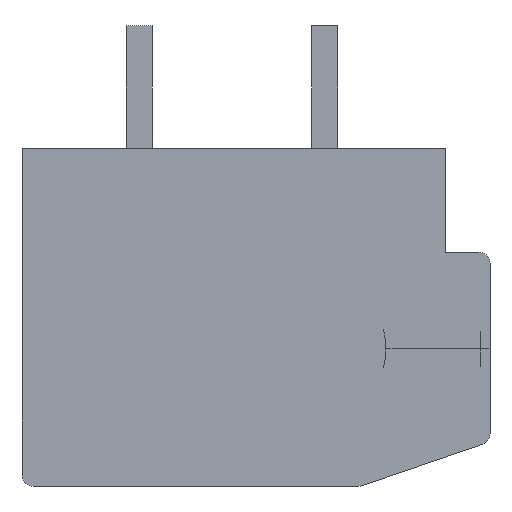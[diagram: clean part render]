
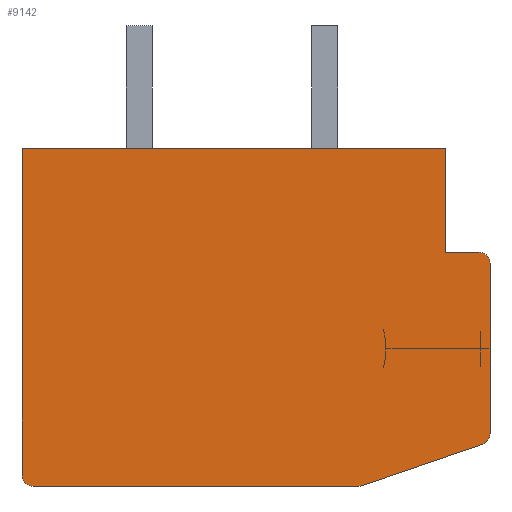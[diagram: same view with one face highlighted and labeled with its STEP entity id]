
A CAD part, front view. The second image highlights one B-rep face of the part: STEP entity #9142.
In plain terms, the highlighted planar face has unit normal (0, -1, 0).
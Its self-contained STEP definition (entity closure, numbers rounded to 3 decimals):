
#1=CARTESIAN_POINT('',(6.,-102.8,-3.136));
#2=DIRECTION('',(0.,-1.,0.));
#3=DIRECTION('',(0.324,0.,-0.946));
#4=AXIS2_PLACEMENT_3D('',#1,#2,#3);
#6=DIRECTION('',(-0.946,0.,-0.324));
#7=VECTOR('',#6,3.486);
#8=CARTESIAN_POINT('',(6.097,-102.8,-3.419));
#9=LINE('',#8,#7);
#10=DIRECTION('',(-1.,0.,0.));
#11=VECTOR('',#10,8.8);
#12=CARTESIAN_POINT('',(2.8,-102.8,-4.55));
#13=LINE('',#12,#11);
#14=CARTESIAN_POINT('',(-6.,-102.8,-4.25));
#15=DIRECTION('',(0.,-1.,0.));
#16=DIRECTION('',(-1.,0.,0.));
#17=AXIS2_PLACEMENT_3D('',#14,#15,#16);
#19=DIRECTION('',(0.,0.,1.));
#20=VECTOR('',#19,8.8);
#21=CARTESIAN_POINT('',(-6.3,-102.8,-4.25));
#22=LINE('',#21,#20);
#23=DIRECTION('',(1.,0.,0.));
#24=VECTOR('',#23,11.4);
#25=CARTESIAN_POINT('',(-6.3,-102.8,4.55));
#26=LINE('',#25,#24);
#27=DIRECTION('',(0.,0.,-1.));
#28=VECTOR('',#27,2.8);
#29=CARTESIAN_POINT('',(5.1,-102.8,4.55));
#30=LINE('',#29,#28);
#31=DIRECTION('',(1.,0.,0.));
#32=VECTOR('',#31,0.9);
#33=CARTESIAN_POINT('',(5.1,-102.8,1.75));
#34=LINE('',#33,#32);
#35=CARTESIAN_POINT('',(6.,-102.8,1.45));
#36=DIRECTION('',(0.,-1.,0.));
#37=DIRECTION('',(1.,0.,0.));
#38=AXIS2_PLACEMENT_3D('',#35,#36,#37);
#40=DIRECTION('',(0.,0.,-1.));
#41=VECTOR('',#40,4.586);
#42=CARTESIAN_POINT('',(6.3,-102.8,1.45));
#43=LINE('',#42,#41);
#7027=CARTESIAN_POINT('',(-6.3,-102.8,4.55));
#7028=CARTESIAN_POINT('',(5.1,-102.8,4.55));
#7029=VERTEX_POINT('',#7027);
#7030=VERTEX_POINT('',#7028);
#7031=CARTESIAN_POINT('',(5.1,-102.8,1.75));
#7032=VERTEX_POINT('',#7031);
#7033=CARTESIAN_POINT('',(6.097,-102.8,-3.419));
#7034=CARTESIAN_POINT('',(6.3,-102.8,-3.136));
#7035=VERTEX_POINT('',#7033);
#7036=VERTEX_POINT('',#7034);
#7037=CARTESIAN_POINT('',(6.3,-102.8,1.45));
#7038=CARTESIAN_POINT('',(6.,-102.8,1.75));
#7039=VERTEX_POINT('',#7037);
#7040=VERTEX_POINT('',#7038);
#7041=CARTESIAN_POINT('',(-6.3,-102.8,-4.25));
#7042=CARTESIAN_POINT('',(-6.,-102.8,-4.55));
#7043=VERTEX_POINT('',#7041);
#7044=VERTEX_POINT('',#7042);
#7045=CARTESIAN_POINT('',(2.8,-102.8,-4.55));
#7046=VERTEX_POINT('',#7045);
#9115=CARTESIAN_POINT('',(0.,-102.8,0.));
#9116=DIRECTION('',(0.,1.,0.));
#9117=DIRECTION('',(1.,0.,0.));
#9118=AXIS2_PLACEMENT_3D('',#9115,#9116,#9117);
#9119=PLANE('',#9118);
#9121=ORIENTED_EDGE('',*,*,#9120,.F.);
#9123=ORIENTED_EDGE('',*,*,#9122,.T.);
#9125=ORIENTED_EDGE('',*,*,#9124,.T.);
#9127=ORIENTED_EDGE('',*,*,#9126,.F.);
#9129=ORIENTED_EDGE('',*,*,#9128,.T.);
#9131=ORIENTED_EDGE('',*,*,#9130,.T.);
#9133=ORIENTED_EDGE('',*,*,#9132,.T.);
#9135=ORIENTED_EDGE('',*,*,#9134,.T.);
#9137=ORIENTED_EDGE('',*,*,#9136,.F.);
#9139=ORIENTED_EDGE('',*,*,#9138,.T.);
#9140=EDGE_LOOP('',(#9121,#9123,#9125,#9127,#9129,#9131,#9133,#9135,#9137,
#9139));
#9141=FACE_OUTER_BOUND('',#9140,.F.);
#9142=ADVANCED_FACE('',(#9141),#9119,.F.);
#5=CIRCLE('',#4,0.3);
#18=CIRCLE('',#17,0.3);
#39=CIRCLE('',#38,0.3);
#9120=EDGE_CURVE('',#7035,#7036,#5,.T.);
#9122=EDGE_CURVE('',#7035,#7046,#9,.T.);
#9124=EDGE_CURVE('',#7046,#7044,#13,.T.);
#9126=EDGE_CURVE('',#7043,#7044,#18,.T.);
#9128=EDGE_CURVE('',#7043,#7029,#22,.T.);
#9130=EDGE_CURVE('',#7029,#7030,#26,.T.);
#9132=EDGE_CURVE('',#7030,#7032,#30,.T.);
#9134=EDGE_CURVE('',#7032,#7040,#34,.T.);
#9136=EDGE_CURVE('',#7039,#7040,#39,.T.);
#9138=EDGE_CURVE('',#7039,#7036,#43,.T.);
